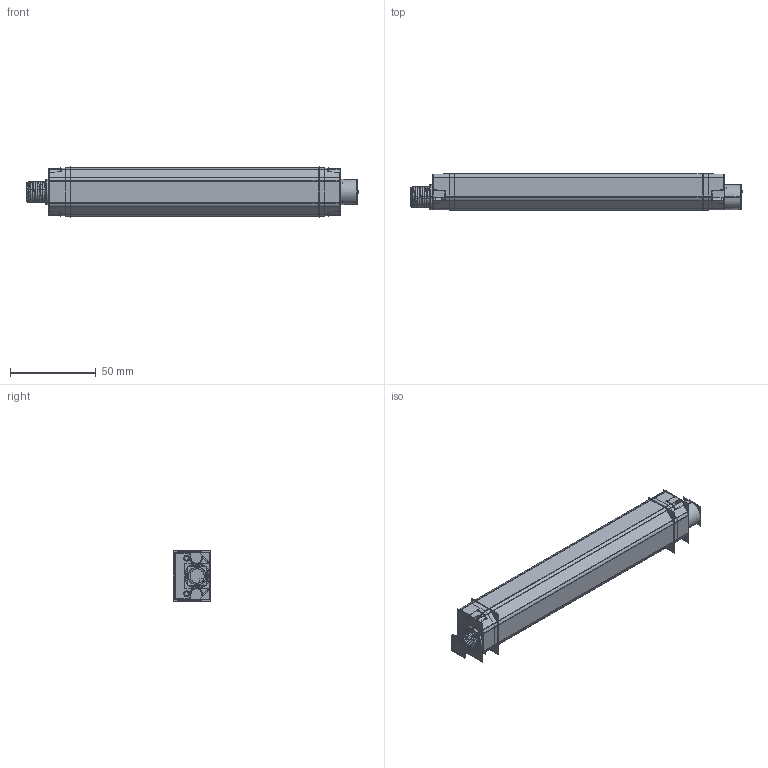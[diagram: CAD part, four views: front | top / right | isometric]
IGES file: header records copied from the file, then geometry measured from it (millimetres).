
Start section:  PTC IGES file: 157886.igs
Global section: file name: 157886.igs; native system: Creo Parametric by Parametric Technology Corporation; preprocessor: 2016010; author: PDMAdmin; organization: Unknown; date: 20160614.081049; units: millimetre
Bounding box: 193.36 x 21.83 x 29.12 mm (x, y, z)
Volume: 29585.8 mm3; surface area: 209414 mm2
Topology: 17 solids, 22 shells, 2646 faces, 13416 edges, 16946 vertices
Faces by surface type: revolution 1400, bspline 1246
